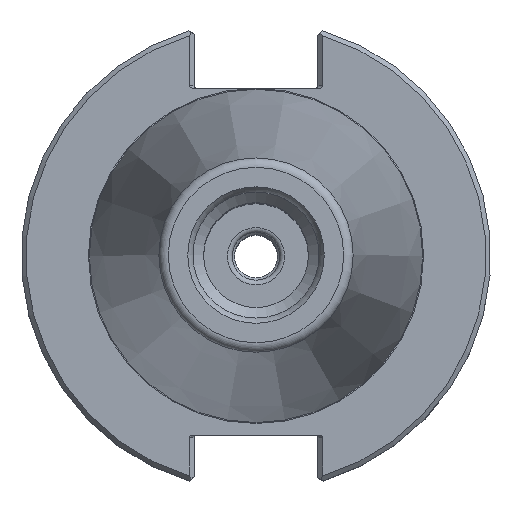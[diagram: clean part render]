
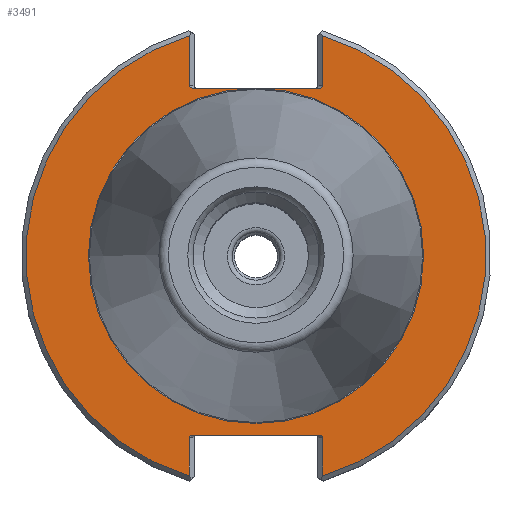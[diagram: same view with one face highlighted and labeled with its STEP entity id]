
A CAD part, top view. The second image highlights one B-rep face of the part: STEP entity #3491.
In plain terms, the highlighted planar face has unit normal (0, 0, 1).
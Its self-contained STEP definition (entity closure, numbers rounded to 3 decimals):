
#26=ELLIPSE('',#3699,0.707,0.5);
#27=ELLIPSE('',#3701,0.707,0.5);
#35=ELLIPSE('',#3729,0.707,0.5);
#36=ELLIPSE('',#3731,0.707,0.5);
#78=LINE('',#5216,#159);
#79=LINE('',#5225,#160);
#84=LINE('',#5244,#165);
#85=LINE('',#5253,#166);
#95=LINE('',#5287,#176);
#106=LINE('',#5334,#187);
#159=VECTOR('',#4160,1000.);
#160=VECTOR('',#4167,1000.);
#165=VECTOR('',#4182,1000.);
#166=VECTOR('',#4189,1000.);
#176=VECTOR('',#4215,1000.);
#187=VECTOR('',#4260,1000.);
#784=ORIENTED_EDGE('',*,*,#1162,.T.);
#785=ORIENTED_EDGE('',*,*,#1160,.T.);
#786=ORIENTED_EDGE('',*,*,#1156,.T.);
#787=ORIENTED_EDGE('',*,*,#1177,.F.);
#788=ORIENTED_EDGE('',*,*,#1154,.T.);
#789=ORIENTED_EDGE('',*,*,#1152,.T.);
#790=ORIENTED_EDGE('',*,*,#1150,.T.);
#791=ORIENTED_EDGE('',*,*,#1149,.T.);
#792=ORIENTED_EDGE('',*,*,#1196,.T.);
#793=ORIENTED_EDGE('',*,*,#1198,.F.);
#794=ORIENTED_EDGE('',*,*,#1199,.T.);
#795=ORIENTED_EDGE('',*,*,#1163,.T.);
#796=ORIENTED_EDGE('',*,*,#1146,.F.);
#1146=EDGE_CURVE('',#1406,#1406,#1563,.T.);
#1149=EDGE_CURVE('',#1407,#1408,#78,.T.);
#1150=EDGE_CURVE('',#1409,#1407,#1564,.T.);
#1152=EDGE_CURVE('',#1410,#1409,#79,.T.);
#1154=EDGE_CURVE('',#1411,#1410,#26,.F.);
#1156=EDGE_CURVE('',#1412,#1413,#27,.F.);
#1160=EDGE_CURVE('',#1414,#1412,#84,.T.);
#1162=EDGE_CURVE('',#1415,#1414,#1565,.T.);
#1163=EDGE_CURVE('',#1416,#1415,#85,.T.);
#1177=EDGE_CURVE('',#1411,#1413,#95,.T.);
#1196=EDGE_CURVE('',#1408,#1434,#35,.F.);
#1198=EDGE_CURVE('',#1435,#1434,#106,.T.);
#1199=EDGE_CURVE('',#1435,#1416,#36,.F.);
#1406=VERTEX_POINT('',#5207);
#1407=VERTEX_POINT('',#5213);
#1408=VERTEX_POINT('',#5215);
#1409=VERTEX_POINT('',#5219);
#1410=VERTEX_POINT('',#5226);
#1411=VERTEX_POINT('',#5230);
#1412=VERTEX_POINT('',#5234);
#1413=VERTEX_POINT('',#5235);
#1414=VERTEX_POINT('',#5243);
#1415=VERTEX_POINT('',#5250);
#1416=VERTEX_POINT('',#5254);
#1434=VERTEX_POINT('',#5331);
#1435=VERTEX_POINT('',#5335);
#1563=CIRCLE('',#3693,35.118);
#1564=CIRCLE('',#3696,48.21);
#1565=CIRCLE('',#3704,48.21);
#1759=EDGE_LOOP('',(#784,#785,#786,#787,#788,#789,#790,#791,#792,#793,#794,
#795));
#1760=EDGE_LOOP('',(#796));
#2027=FACE_BOUND('',#1759,.T.);
#2028=FACE_BOUND('',#1760,.T.);
#2201=PLANE('',#3730);
#3491=ADVANCED_FACE('',(#2027,#2028),#2201,.T.);
#3693=AXIS2_PLACEMENT_3D('',#5206,#4155,#4156);
#3696=AXIS2_PLACEMENT_3D('',#5218,#4163,#4164);
#3699=AXIS2_PLACEMENT_3D('',#5229,#4171,#4172);
#3701=AXIS2_PLACEMENT_3D('',#5233,#4176,#4177);
#3704=AXIS2_PLACEMENT_3D('',#5251,#4185,#4186);
#3729=AXIS2_PLACEMENT_3D('',#5330,#4255,#4256);
#3730=AXIS2_PLACEMENT_3D('',#5333,#4258,#4259);
#3731=AXIS2_PLACEMENT_3D('',#5336,#4261,#4262);
#4155=DIRECTION('',(0.,0.,1.));
#4156=DIRECTION('',(1.,0.,0.));
#4160=DIRECTION('',(0.,-1.,0.));
#4163=DIRECTION('',(0.,0.,1.));
#4164=DIRECTION('',(1.,0.,0.));
#4167=DIRECTION('',(0.,-1.,0.));
#4171=DIRECTION('',(0.,0.,1.));
#4172=DIRECTION('',(1.,0.,0.));
#4176=DIRECTION('',(0.,0.,1.));
#4177=DIRECTION('',(1.,0.,0.));
#4182=DIRECTION('',(0.,1.,0.));
#4185=DIRECTION('',(0.,0.,1.));
#4186=DIRECTION('',(1.,0.,0.));
#4189=DIRECTION('',(0.,1.,0.));
#4215=DIRECTION('',(-1.,0.,0.));
#4255=DIRECTION('',(0.,0.,1.));
#4256=DIRECTION('',(-1.,0.,0.));
#4258=DIRECTION('',(0.,0.,1.));
#4259=DIRECTION('',(1.,0.,0.));
#4260=DIRECTION('',(1.,0.,0.));
#4261=DIRECTION('',(0.,0.,1.));
#4262=DIRECTION('',(-1.,0.,0.));
#5206=CARTESIAN_POINT('',(0.,0.,-3.17));
#5207=CARTESIAN_POINT('',(35.118,0.,-3.17));
#5213=CARTESIAN_POINT('',(13.955,46.146,-3.17));
#5215=CARTESIAN_POINT('',(13.955,35.66,-3.17));
#5216=CARTESIAN_POINT('',(13.955,35.16,-3.17));
#5218=CARTESIAN_POINT('',(0.,0.,-3.17));
#5219=CARTESIAN_POINT('',(13.955,-46.146,-3.17));
#5225=CARTESIAN_POINT('',(13.955,-47.619,-3.17));
#5226=CARTESIAN_POINT('',(13.955,-38.07,-3.17));
#5229=CARTESIAN_POINT('',(13.248,-38.07,-3.17));
#5230=CARTESIAN_POINT('',(13.248,-37.57,-3.17));
#5233=CARTESIAN_POINT('',(-13.248,-38.07,-3.17));
#5234=CARTESIAN_POINT('',(-13.955,-38.07,-3.17));
#5235=CARTESIAN_POINT('',(-13.248,-37.57,-3.17));
#5243=CARTESIAN_POINT('',(-13.955,-46.146,-3.17));
#5244=CARTESIAN_POINT('',(-13.955,-37.57,-3.17));
#5250=CARTESIAN_POINT('',(-13.955,46.146,-3.17));
#5251=CARTESIAN_POINT('',(0.,0.,-3.17));
#5253=CARTESIAN_POINT('',(-13.955,47.619,-3.17));
#5254=CARTESIAN_POINT('',(-13.955,35.66,-3.17));
#5287=CARTESIAN_POINT('',(12.955,-37.57,-3.17));
#5330=CARTESIAN_POINT('',(13.248,35.66,-3.17));
#5331=CARTESIAN_POINT('',(13.248,35.16,-3.17));
#5333=CARTESIAN_POINT('',(35.118,0.,-3.17));
#5334=CARTESIAN_POINT('',(-12.955,35.16,-3.17));
#5335=CARTESIAN_POINT('',(-13.248,35.16,-3.17));
#5336=CARTESIAN_POINT('',(-13.248,35.66,-3.17));
